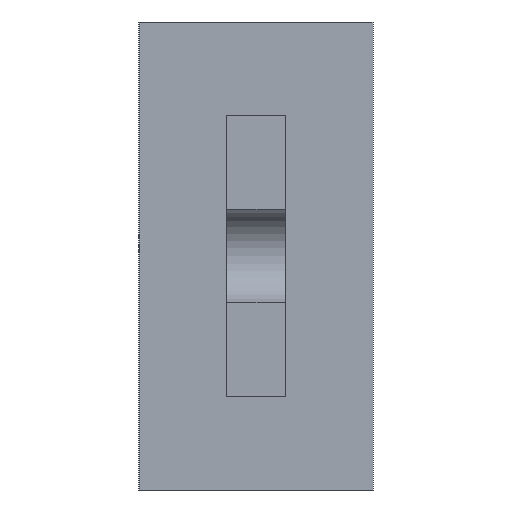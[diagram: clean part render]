
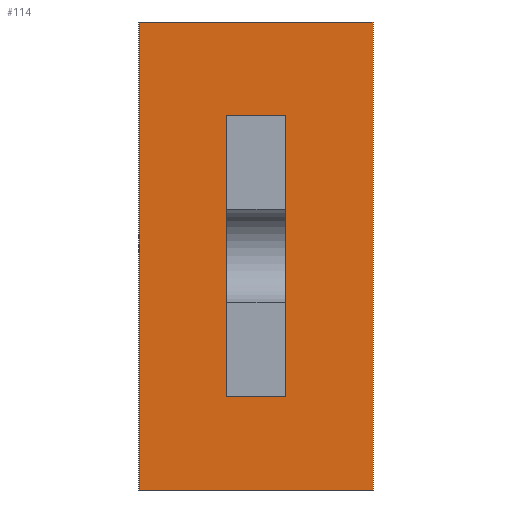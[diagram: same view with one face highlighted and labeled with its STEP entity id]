
A CAD part, front view. The second image highlights one B-rep face of the part: STEP entity #114.
In plain terms, the highlighted planar face has unit normal (0, -1, 0).
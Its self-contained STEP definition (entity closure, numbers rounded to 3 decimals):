
#17 = CARTESIAN_POINT ( 'NONE',  ( 3.787, 9.118, 16. ) ) ;
#26 = AXIS2_PLACEMENT_3D ( 'NONE', #556, #429, #833 ) ;
#46 = EDGE_CURVE ( 'NONE', #426, #638, #264, .T. ) ;
#47 = VECTOR ( 'NONE', #823, 1000. ) ;
#63 = CARTESIAN_POINT ( 'NONE',  ( -13.713, 9.118, 16. ) ) ;
#71 = CARTESIAN_POINT ( 'NONE',  ( -13.713, 9.118, 4. ) ) ;
#85 = EDGE_CURVE ( 'NONE', #762, #131, #224, .T. ) ;
#88 = VECTOR ( 'NONE', #455, 1000. ) ;
#91 = EDGE_CURVE ( 'NONE', #638, #342, #653, .T. ) ;
#114 = ADVANCED_FACE ( 'NONE', ( #809, #739 ), #207, .F. ) ;
#126 = LINE ( 'NONE', #236, #88 ) ;
#131 = VERTEX_POINT ( 'NONE', #490 ) ;
#155 = CARTESIAN_POINT ( 'NONE',  ( -16.213, 9.118, 4. ) ) ;
#157 = VECTOR ( 'NONE', #453, 1000. ) ;
#171 = ORIENTED_EDGE ( 'NONE', *, *, #85, .F. ) ;
#207 = PLANE ( 'NONE',  #26 ) ;
#208 = EDGE_CURVE ( 'NONE', #786, #342, #466, .T. ) ;
#224 = LINE ( 'NONE', #17, #295 ) ;
#236 = CARTESIAN_POINT ( 'NONE',  ( 0., 9.118, 20. ) ) ;
#248 = VERTEX_POINT ( 'NONE', #155 ) ;
#264 = LINE ( 'NONE', #358, #576 ) ;
#266 = VECTOR ( 'NONE', #344, 1000. ) ;
#278 = CARTESIAN_POINT ( 'NONE',  ( -16.213, 9.118, 20. ) ) ;
#279 = ORIENTED_EDGE ( 'NONE', *, *, #208, .F. ) ;
#289 = ORIENTED_EDGE ( 'NONE', *, *, #91, .T. ) ;
#295 = VECTOR ( 'NONE', #617, 1000. ) ;
#318 = CARTESIAN_POINT ( 'NONE',  ( 3.787, 9.118, 4. ) ) ;
#342 = VERTEX_POINT ( 'NONE', #851 ) ;
#344 = DIRECTION ( 'NONE',  ( 0., 0., -1. ) ) ;
#358 = CARTESIAN_POINT ( 'NONE',  ( -19.963, 9.118, 20. ) ) ;
#401 = ORIENTED_EDGE ( 'NONE', *, *, #520, .F. ) ;
#412 = CARTESIAN_POINT ( 'NONE',  ( 0., 9.118, 0. ) ) ;
#421 = LINE ( 'NONE', #597, #434 ) ;
#426 = VERTEX_POINT ( 'NONE', #589 ) ;
#429 = DIRECTION ( 'NONE',  ( 0., 1., 0. ) ) ;
#432 = DIRECTION ( 'NONE',  ( 0., 0., -1. ) ) ;
#434 = VECTOR ( 'NONE', #800, 1000. ) ;
#453 = DIRECTION ( 'NONE',  ( -1., 0., 0. ) ) ;
#455 = DIRECTION ( 'NONE',  ( 1., 0., 0. ) ) ;
#466 = LINE ( 'NONE', #711, #640 ) ;
#468 = CARTESIAN_POINT ( 'NONE',  ( -19.963, 9.118, 0. ) ) ;
#477 = CARTESIAN_POINT ( 'NONE',  ( -9.963, 9.118, 20. ) ) ;
#490 = CARTESIAN_POINT ( 'NONE',  ( -16.213, 9.118, 16. ) ) ;
#494 = EDGE_CURVE ( 'NONE', #817, #248, #830, .T. ) ;
#520 = EDGE_CURVE ( 'NONE', #426, #786, #126, .T. ) ;
#550 = DIRECTION ( 'NONE',  ( 0., 0., -1. ) ) ;
#556 = CARTESIAN_POINT ( 'NONE',  ( 0., 9.118, 20. ) ) ;
#576 = VECTOR ( 'NONE', #550, 1000. ) ;
#586 = ORIENTED_EDGE ( 'NONE', *, *, #709, .T. ) ;
#589 = CARTESIAN_POINT ( 'NONE',  ( -19.963, 9.118, 20. ) ) ;
#597 = CARTESIAN_POINT ( 'NONE',  ( -13.713, 9.118, 20. ) ) ;
#617 = DIRECTION ( 'NONE',  ( -1., 0., 0. ) ) ;
#620 = LINE ( 'NONE', #278, #266 ) ;
#638 = VERTEX_POINT ( 'NONE', #468 ) ;
#640 = VECTOR ( 'NONE', #432, 1000. ) ;
#653 = LINE ( 'NONE', #412, #47 ) ;
#709 = EDGE_CURVE ( 'NONE', #762, #817, #421, .T. ) ;
#711 = CARTESIAN_POINT ( 'NONE',  ( -9.963, 9.118, 20. ) ) ;
#715 = ORIENTED_EDGE ( 'NONE', *, *, #494, .T. ) ;
#739 = FACE_OUTER_BOUND ( 'NONE', #796, .T. ) ;
#762 = VERTEX_POINT ( 'NONE', #63 ) ;
#765 = ORIENTED_EDGE ( 'NONE', *, *, #46, .T. ) ;
#786 = VERTEX_POINT ( 'NONE', #477 ) ;
#796 = EDGE_LOOP ( 'NONE', ( #289, #279, #401, #765 ) ) ;
#800 = DIRECTION ( 'NONE',  ( 0., 0., -1. ) ) ;
#804 = EDGE_CURVE ( 'NONE', #131, #248, #620, .T. ) ;
#809 = FACE_BOUND ( 'NONE', #818, .T. ) ;
#817 = VERTEX_POINT ( 'NONE', #71 ) ;
#818 = EDGE_LOOP ( 'NONE', ( #171, #586, #715, #820 ) ) ;
#820 = ORIENTED_EDGE ( 'NONE', *, *, #804, .F. ) ;
#823 = DIRECTION ( 'NONE',  ( 1., 0., 0. ) ) ;
#830 = LINE ( 'NONE', #318, #157 ) ;
#833 = DIRECTION ( 'NONE',  ( -1., 0., 0. ) ) ;
#851 = CARTESIAN_POINT ( 'NONE',  ( -9.963, 9.118, 0. ) ) ;
